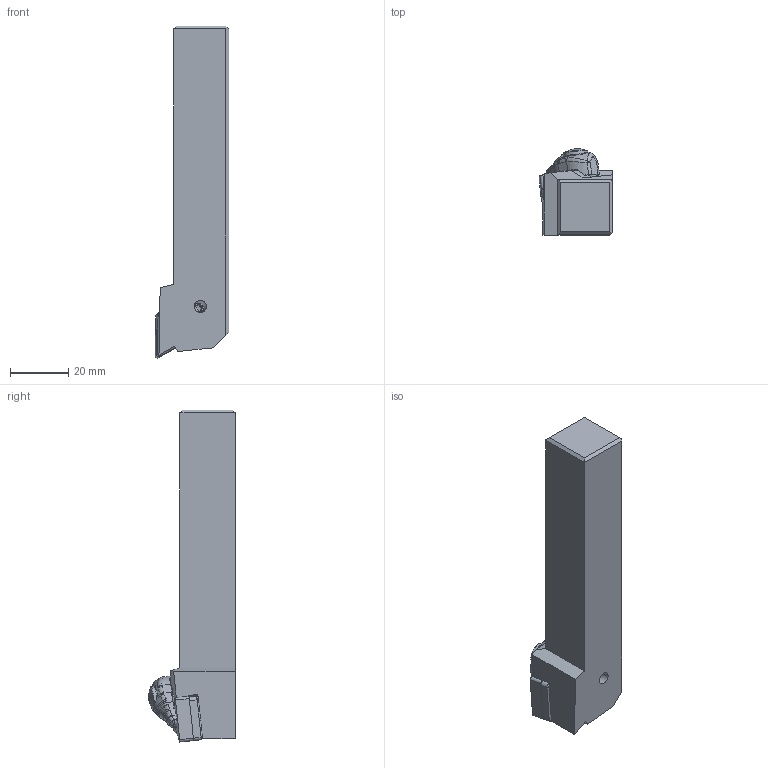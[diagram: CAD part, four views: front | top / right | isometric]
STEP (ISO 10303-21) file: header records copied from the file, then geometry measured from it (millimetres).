
FILE_DESCRIPTION(/* description */ (''),/* implementation_level */ '2;1');
FILE_NAME(/* name */ 'DTGNR-123_IR0_031.stp',/* time_stamp */ '2023-02-09T11:32:07+09:00',/* author */ (''),/* organization */ (''),/* preprocessor_version */ 'ST-DEVELOPER v16',/* originating_system */ 'SIEMENS PLM Software NX 10.0',/* authorisation */ '');
FILE_SCHEMA (('AUTOMOTIVE_DESIGN { 1 0 10303 214 3 1 1 1 }'));
Length unit declared in the file: millimetre
Products named in the file (1): DTGNR-123_IR0_031_ASM
Bounding box: 25.4 x 29.82 x 114.3 mm (x, y, z)
Volume: 43641.4 mm3; surface area: 11931.9 mm2
Topology: 2 solids, 2 shells, 266 faces, 757 edges, 500 vertices
Faces by surface type: cylinder 90, plane 73, bspline 62, torus 23, cone 14, sphere 4
Entity records: 12519 total; most frequent: CARTESIAN_POINT 6033, ORIENTED_EDGE 1486, DIRECTION 1173, EDGE_CURVE 743, VERTEX_POINT 487, AXIS2_PLACEMENT_3D 460, EDGE_LOOP 278, ADVANCED_FACE 266
